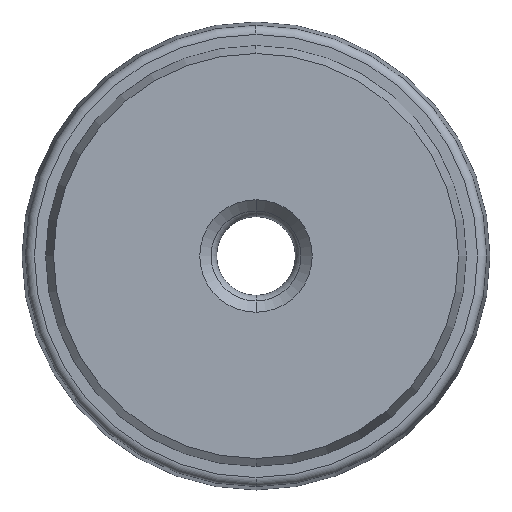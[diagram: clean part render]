
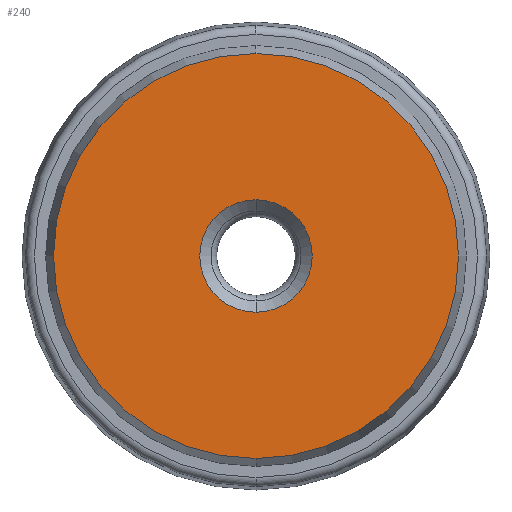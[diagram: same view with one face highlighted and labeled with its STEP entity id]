
A CAD part, left-side view. The second image highlights one B-rep face of the part: STEP entity #240.
In plain terms, the highlighted planar face has unit normal (-1, 0, 0).
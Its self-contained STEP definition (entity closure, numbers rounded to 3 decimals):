
#136 = AXIS2_PLACEMENT_3D ( 'NONE', #971, #976, #981 ) ;
#144 = AXIS2_PLACEMENT_3D ( 'NONE', #972, #982, #975 ) ;
#153 = AXIS2_PLACEMENT_3D ( 'NONE', #1053, #1062, #1050 ) ;
#179 = AXIS2_PLACEMENT_3D ( 'NONE', #459, #460, #463 ) ;
#240 = ADVANCED_FACE ( 'NONE', ( #625, #627 ), #392, .F. ) ;
#246 = ORIENTED_EDGE ( 'NONE', *, *, #890, .T. ) ;
#258 = ORIENTED_EDGE ( 'NONE', *, *, #831, .T. ) ;
#259 = ORIENTED_EDGE ( 'NONE', *, *, #891, .T. ) ;
#263 = ORIENTED_EDGE ( 'NONE', *, *, #818, .T. ) ;
#300 = EDGE_LOOP ( 'NONE', ( #259, #246 ) ) ;
#365 = DIRECTION ( 'NONE',  ( 1., 0., 0. ) ) ;
#367 = DIRECTION ( 'NONE',  ( 0., 0., -1. ) ) ;
#374 = CARTESIAN_POINT ( 'NONE',  ( 0., 2., 0. ) ) ;
#392 = PLANE ( 'NONE',  #837 ) ;
#393 = CARTESIAN_POINT ( 'NONE',  ( 0., 0., -9. ) ) ;
#421 = CARTESIAN_POINT ( 'NONE',  ( 0., 0., 2.5 ) ) ;
#433 = CARTESIAN_POINT ( 'NONE',  ( 0., 0., -2.5 ) ) ;
#437 = CARTESIAN_POINT ( 'NONE',  ( 0., 0., 9. ) ) ;
#459 = CARTESIAN_POINT ( 'NONE',  ( 0., 0., 0. ) ) ;
#460 = DIRECTION ( 'NONE',  ( -1., 0., 0. ) ) ;
#463 = DIRECTION ( 'NONE',  ( 0., 0., 1. ) ) ;
#481 = VERTEX_POINT ( 'NONE', #393 ) ;
#625 = FACE_BOUND ( 'NONE', #300, .T. ) ;
#627 = FACE_OUTER_BOUND ( 'NONE', #1118, .T. ) ;
#655 = CIRCLE ( 'NONE', #144, 2.5 ) ;
#695 = CIRCLE ( 'NONE', #136, 2.5 ) ;
#753 = VERTEX_POINT ( 'NONE', #433 ) ;
#756 = VERTEX_POINT ( 'NONE', #437 ) ;
#768 = VERTEX_POINT ( 'NONE', #421 ) ;
#818 = EDGE_CURVE ( 'NONE', #481, #756, #1092, .T. ) ;
#831 = EDGE_CURVE ( 'NONE', #756, #481, #1085, .T. ) ;
#837 = AXIS2_PLACEMENT_3D ( 'NONE', #374, #365, #367 ) ;
#890 = EDGE_CURVE ( 'NONE', #753, #768, #695, .T. ) ;
#891 = EDGE_CURVE ( 'NONE', #768, #753, #655, .T. ) ;
#971 = CARTESIAN_POINT ( 'NONE',  ( 0., 0., 0. ) ) ;
#972 = CARTESIAN_POINT ( 'NONE',  ( 0., 0., 0. ) ) ;
#975 = DIRECTION ( 'NONE',  ( 0., 0., -1. ) ) ;
#976 = DIRECTION ( 'NONE',  ( 1., 0., 0. ) ) ;
#981 = DIRECTION ( 'NONE',  ( 0., 0., -1. ) ) ;
#982 = DIRECTION ( 'NONE',  ( 1., 0., 0. ) ) ;
#1050 = DIRECTION ( 'NONE',  ( 0., 0., 1. ) ) ;
#1053 = CARTESIAN_POINT ( 'NONE',  ( 0., 0., 0. ) ) ;
#1062 = DIRECTION ( 'NONE',  ( -1., 0., 0. ) ) ;
#1085 = CIRCLE ( 'NONE', #153, 9. ) ;
#1092 = CIRCLE ( 'NONE', #179, 9. ) ;
#1118 = EDGE_LOOP ( 'NONE', ( #263, #258 ) ) ;
